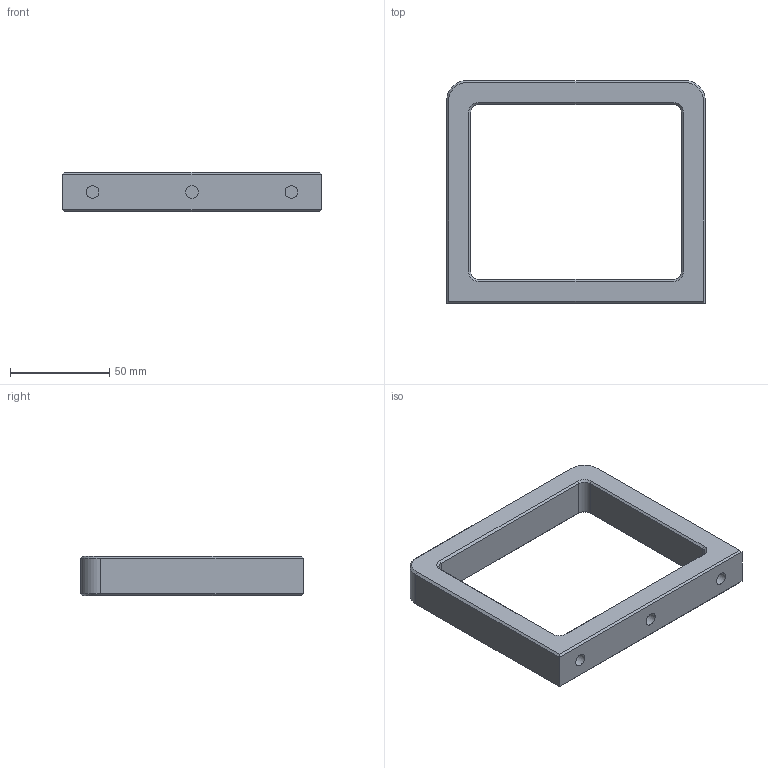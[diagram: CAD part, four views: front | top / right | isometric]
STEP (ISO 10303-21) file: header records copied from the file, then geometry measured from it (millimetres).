
FILE_DESCRIPTION(('FreeCAD Model'),'2;1');
FILE_NAME('Open CASCADE Shape Model','2024-03-23T14:04:43',(''),(''), 'Open CASCADE STEP processor 7.6','FreeCAD','Unknown');
FILE_SCHEMA(('AUTOMOTIVE_DESIGN { 1 0 10303 214 1 1 1 1 }'));
Length unit declared in the file: millimetre
Products named in the file (1): riser
Bounding box: 130 x 112 x 20 mm (x, y, z)
Volume: 102234.9 mm3; surface area: 27135.9 mm2
Topology: 1 solids, 1 shells, 50 faces, 107 edges, 62 vertices
Faces by surface type: plane 29, cone 12, cylinder 9
Full cylindrical faces by diameter (mm): 6.4 x3
Entity records: 1343 total; most frequent: DIRECTION 239, CARTESIAN_POINT 220, ORIENTED_EDGE 214, EDGE_CURVE 107, AXIS2_PLACEMENT_3D 81, LINE 77, VECTOR 77, VERTEX_POINT 62
